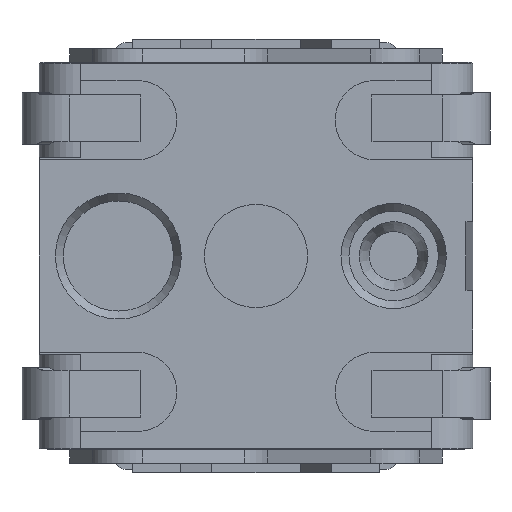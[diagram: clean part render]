
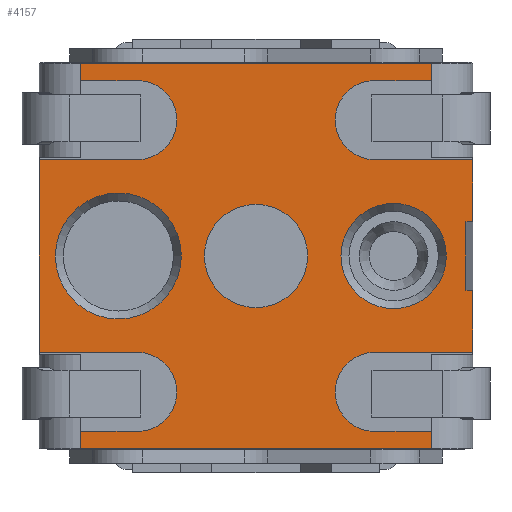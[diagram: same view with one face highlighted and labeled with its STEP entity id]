
A CAD part, front view. The second image highlights one B-rep face of the part: STEP entity #4157.
In plain terms, the highlighted planar face has unit normal (0, -1, 0).
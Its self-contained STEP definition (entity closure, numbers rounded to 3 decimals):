
#105=LINE('',#5925,#624);
#106=LINE('',#5928,#625);
#107=LINE('',#5930,#626);
#108=LINE('',#5932,#627);
#109=LINE('',#5936,#628);
#110=LINE('',#5938,#629);
#111=LINE('',#5940,#630);
#112=LINE('',#5942,#631);
#113=LINE('',#5944,#632);
#114=LINE('',#5948,#633);
#115=LINE('',#5950,#634);
#116=LINE('',#5952,#635);
#117=LINE('',#5956,#636);
#118=LINE('',#5958,#637);
#119=LINE('',#5960,#638);
#120=LINE('',#5962,#639);
#121=LINE('',#5964,#640);
#122=LINE('',#5968,#641);
#123=LINE('',#5970,#642);
#124=LINE('',#5972,#643);
#624=VECTOR('',#4760,1000.);
#625=VECTOR('',#4761,1000.);
#626=VECTOR('',#4762,1000.);
#627=VECTOR('',#4763,1000.);
#628=VECTOR('',#4766,1000.);
#629=VECTOR('',#4767,1000.);
#630=VECTOR('',#4768,1000.);
#631=VECTOR('',#4769,1000.);
#632=VECTOR('',#4770,1000.);
#633=VECTOR('',#4773,1000.);
#634=VECTOR('',#4774,1000.);
#635=VECTOR('',#4775,1000.);
#636=VECTOR('',#4778,1000.);
#637=VECTOR('',#4779,1000.);
#638=VECTOR('',#4780,1000.);
#639=VECTOR('',#4781,1000.);
#640=VECTOR('',#4782,1000.);
#641=VECTOR('',#4785,1000.);
#642=VECTOR('',#4786,1000.);
#643=VECTOR('',#4787,1000.);
#1143=ORIENTED_EDGE('',*,*,#2385,.F.);
#1144=ORIENTED_EDGE('',*,*,#2386,.F.);
#1145=ORIENTED_EDGE('',*,*,#2387,.F.);
#1146=ORIENTED_EDGE('',*,*,#2388,.F.);
#1147=ORIENTED_EDGE('',*,*,#2389,.T.);
#1148=ORIENTED_EDGE('',*,*,#2390,.F.);
#1149=ORIENTED_EDGE('',*,*,#2391,.T.);
#1150=ORIENTED_EDGE('',*,*,#2392,.T.);
#1151=ORIENTED_EDGE('',*,*,#2393,.T.);
#1152=ORIENTED_EDGE('',*,*,#2394,.F.);
#1153=ORIENTED_EDGE('',*,*,#2395,.F.);
#1154=ORIENTED_EDGE('',*,*,#2396,.T.);
#1155=ORIENTED_EDGE('',*,*,#2397,.T.);
#1156=ORIENTED_EDGE('',*,*,#2398,.T.);
#1157=ORIENTED_EDGE('',*,*,#2399,.T.);
#1158=ORIENTED_EDGE('',*,*,#2400,.F.);
#1159=ORIENTED_EDGE('',*,*,#2401,.T.);
#1160=ORIENTED_EDGE('',*,*,#2402,.T.);
#1161=ORIENTED_EDGE('',*,*,#2403,.T.);
#1162=ORIENTED_EDGE('',*,*,#2404,.F.);
#1163=ORIENTED_EDGE('',*,*,#2405,.F.);
#1164=ORIENTED_EDGE('',*,*,#2406,.T.);
#1165=ORIENTED_EDGE('',*,*,#2407,.T.);
#1166=ORIENTED_EDGE('',*,*,#2408,.T.);
#1167=ORIENTED_EDGE('',*,*,#2409,.T.);
#1168=ORIENTED_EDGE('',*,*,#2410,.F.);
#1169=ORIENTED_EDGE('',*,*,#2411,.F.);
#2385=EDGE_CURVE('',#3006,#3006,#3420,.T.);
#2386=EDGE_CURVE('',#3007,#3007,#3421,.T.);
#2387=EDGE_CURVE('',#3008,#3008,#3422,.T.);
#2388=EDGE_CURVE('',#3009,#3010,#105,.T.);
#2389=EDGE_CURVE('',#3009,#3011,#106,.T.);
#2390=EDGE_CURVE('',#3012,#3011,#107,.T.);
#2391=EDGE_CURVE('',#3012,#3013,#108,.T.);
#2392=EDGE_CURVE('',#3013,#3014,#3423,.T.);
#2393=EDGE_CURVE('',#3014,#3015,#109,.T.);
#2394=EDGE_CURVE('',#3016,#3015,#110,.T.);
#2395=EDGE_CURVE('',#3017,#3016,#111,.T.);
#2396=EDGE_CURVE('',#3017,#3018,#112,.T.);
#2397=EDGE_CURVE('',#3018,#3019,#113,.T.);
#2398=EDGE_CURVE('',#3019,#3020,#3424,.T.);
#2399=EDGE_CURVE('',#3020,#3021,#114,.T.);
#2400=EDGE_CURVE('',#3022,#3021,#115,.T.);
#2401=EDGE_CURVE('',#3022,#3023,#116,.T.);
#2402=EDGE_CURVE('',#3023,#3024,#3425,.T.);
#2403=EDGE_CURVE('',#3024,#3025,#117,.T.);
#2404=EDGE_CURVE('',#3026,#3025,#118,.T.);
#2405=EDGE_CURVE('',#3027,#3026,#119,.T.);
#2406=EDGE_CURVE('',#3027,#3028,#120,.T.);
#2407=EDGE_CURVE('',#3028,#3029,#121,.T.);
#2408=EDGE_CURVE('',#3029,#3030,#3426,.T.);
#2409=EDGE_CURVE('',#3030,#3031,#122,.T.);
#2410=EDGE_CURVE('',#3032,#3031,#123,.T.);
#2411=EDGE_CURVE('',#3010,#3032,#124,.T.);
#3006=VERTEX_POINT('',#5920);
#3007=VERTEX_POINT('',#5922);
#3008=VERTEX_POINT('',#5924);
#3009=VERTEX_POINT('',#5926);
#3010=VERTEX_POINT('',#5927);
#3011=VERTEX_POINT('',#5929);
#3012=VERTEX_POINT('',#5931);
#3013=VERTEX_POINT('',#5933);
#3014=VERTEX_POINT('',#5935);
#3015=VERTEX_POINT('',#5937);
#3016=VERTEX_POINT('',#5939);
#3017=VERTEX_POINT('',#5941);
#3018=VERTEX_POINT('',#5943);
#3019=VERTEX_POINT('',#5945);
#3020=VERTEX_POINT('',#5947);
#3021=VERTEX_POINT('',#5949);
#3022=VERTEX_POINT('',#5951);
#3023=VERTEX_POINT('',#5953);
#3024=VERTEX_POINT('',#5955);
#3025=VERTEX_POINT('',#5957);
#3026=VERTEX_POINT('',#5959);
#3027=VERTEX_POINT('',#5961);
#3028=VERTEX_POINT('',#5963);
#3029=VERTEX_POINT('',#5965);
#3030=VERTEX_POINT('',#5967);
#3031=VERTEX_POINT('',#5969);
#3032=VERTEX_POINT('',#5971);
#3420=CIRCLE('',#4428,0.75);
#3421=CIRCLE('',#4429,0.915);
#3422=CIRCLE('',#4430,0.765);
#3423=CIRCLE('',#4431,0.575);
#3424=CIRCLE('',#4432,0.575);
#3425=CIRCLE('',#4433,0.575);
#3426=CIRCLE('',#4434,0.575);
#3514=EDGE_LOOP('',(#1143));
#3515=EDGE_LOOP('',(#1144));
#3516=EDGE_LOOP('',(#1145));
#3517=EDGE_LOOP('',(#1146,#1147,#1148,#1149,#1150,#1151,#1152,#1153,#1154,
#1155,#1156,#1157,#1158,#1159,#1160,#1161,#1162,#1163,#1164,#1165,#1166,
#1167,#1168,#1169));
#3749=FACE_BOUND('',#3514,.T.);
#3750=FACE_BOUND('',#3515,.T.);
#3751=FACE_BOUND('',#3516,.T.);
#3752=FACE_BOUND('',#3517,.T.);
#3984=PLANE('',#4427);
#4157=ADVANCED_FACE('',(#3749,#3750,#3751,#3752),#3984,.F.);
#4427=AXIS2_PLACEMENT_3D('',#5918,#4752,#4753);
#4428=AXIS2_PLACEMENT_3D('',#5919,#4754,#4755);
#4429=AXIS2_PLACEMENT_3D('',#5921,#4756,#4757);
#4430=AXIS2_PLACEMENT_3D('',#5923,#4758,#4759);
#4431=AXIS2_PLACEMENT_3D('',#5934,#4764,#4765);
#4432=AXIS2_PLACEMENT_3D('',#5946,#4771,#4772);
#4433=AXIS2_PLACEMENT_3D('',#5954,#4776,#4777);
#4434=AXIS2_PLACEMENT_3D('',#5966,#4783,#4784);
#4752=DIRECTION('',(0.,1.,0.));
#4753=DIRECTION('',(0.,0.,1.));
#4754=DIRECTION('',(0.,-1.,0.));
#4755=DIRECTION('',(0.,0.,-1.));
#4756=DIRECTION('',(0.,-1.,0.));
#4757=DIRECTION('',(0.,0.,-1.));
#4758=DIRECTION('',(0.,-1.,0.));
#4759=DIRECTION('',(0.,0.,-1.));
#4760=DIRECTION('',(0.,0.,-1.));
#4761=DIRECTION('',(1.,0.,0.));
#4762=DIRECTION('',(0.,0.,-1.));
#4763=DIRECTION('',(-1.,0.,0.));
#4764=DIRECTION('',(0.,1.,0.));
#4765=DIRECTION('',(1.,0.,0.));
#4766=DIRECTION('',(1.,0.,0.));
#4767=DIRECTION('',(0.,0.,-1.));
#4768=DIRECTION('',(1.,0.,0.));
#4769=DIRECTION('',(0.,0.,-1.));
#4770=DIRECTION('',(1.,0.,0.));
#4771=DIRECTION('',(0.,1.,0.));
#4772=DIRECTION('',(1.,0.,0.));
#4773=DIRECTION('',(-1.,0.,0.));
#4774=DIRECTION('',(0.,0.,1.));
#4775=DIRECTION('',(1.,0.,0.));
#4776=DIRECTION('',(0.,1.,0.));
#4777=DIRECTION('',(1.,0.,0.));
#4778=DIRECTION('',(-1.,0.,0.));
#4779=DIRECTION('',(0.,0.,1.));
#4780=DIRECTION('',(-1.,0.,0.));
#4781=DIRECTION('',(0.,0.,1.));
#4782=DIRECTION('',(-1.,0.,0.));
#4783=DIRECTION('',(0.,1.,0.));
#4784=DIRECTION('',(1.,0.,0.));
#4785=DIRECTION('',(1.,0.,0.));
#4786=DIRECTION('',(0.,0.,-1.));
#4787=DIRECTION('',(1.,0.,0.));
#5918=CARTESIAN_POINT('',(0.,-1.9,0.));
#5919=CARTESIAN_POINT('',(0.,-1.9,0.));
#5920=CARTESIAN_POINT('',(0.,-1.9,-0.75));
#5921=CARTESIAN_POINT('',(-2.,-1.9,0.));
#5922=CARTESIAN_POINT('',(-2.,-1.9,-0.915));
#5923=CARTESIAN_POINT('',(2.,-1.9,0.));
#5924=CARTESIAN_POINT('',(2.,-1.9,-0.765));
#5925=CARTESIAN_POINT('',(3.05,-1.9,0.5));
#5926=CARTESIAN_POINT('',(3.05,-1.9,0.5));
#5927=CARTESIAN_POINT('',(3.05,-1.9,-0.5));
#5928=CARTESIAN_POINT('',(3.05,-1.9,0.5));
#5929=CARTESIAN_POINT('',(3.15,-1.9,0.5));
#5930=CARTESIAN_POINT('',(3.15,-1.9,2.8));
#5931=CARTESIAN_POINT('',(3.15,-1.9,1.4));
#5932=CARTESIAN_POINT('',(3.725,-1.9,1.4));
#5933=CARTESIAN_POINT('',(1.725,-1.9,1.4));
#5934=CARTESIAN_POINT('',(1.725,-1.9,1.975));
#5935=CARTESIAN_POINT('',(1.725,-1.9,2.55));
#5936=CARTESIAN_POINT('',(1.725,-1.9,2.55));
#5937=CARTESIAN_POINT('',(2.55,-1.9,2.55));
#5938=CARTESIAN_POINT('',(2.55,-1.9,3.435));
#5939=CARTESIAN_POINT('',(2.55,-1.9,2.8));
#5940=CARTESIAN_POINT('',(-3.15,-1.9,2.8));
#5941=CARTESIAN_POINT('',(-2.55,-1.9,2.8));
#5942=CARTESIAN_POINT('',(-2.55,-1.9,3.435));
#5943=CARTESIAN_POINT('',(-2.55,-1.9,2.55));
#5944=CARTESIAN_POINT('',(-4.,-1.9,2.55));
#5945=CARTESIAN_POINT('',(-1.725,-1.9,2.55));
#5946=CARTESIAN_POINT('',(-1.725,-1.9,1.975));
#5947=CARTESIAN_POINT('',(-1.725,-1.9,1.4));
#5948=CARTESIAN_POINT('',(-1.725,-1.9,1.4));
#5949=CARTESIAN_POINT('',(-3.15,-1.9,1.4));
#5950=CARTESIAN_POINT('',(-3.15,-1.9,-2.8));
#5951=CARTESIAN_POINT('',(-3.15,-1.9,-1.4));
#5952=CARTESIAN_POINT('',(-3.725,-1.9,-1.4));
#5953=CARTESIAN_POINT('',(-1.725,-1.9,-1.4));
#5954=CARTESIAN_POINT('',(-1.725,-1.9,-1.975));
#5955=CARTESIAN_POINT('',(-1.725,-1.9,-2.55));
#5956=CARTESIAN_POINT('',(-1.725,-1.9,-2.55));
#5957=CARTESIAN_POINT('',(-2.55,-1.9,-2.55));
#5958=CARTESIAN_POINT('',(-2.55,-1.9,-3.435));
#5959=CARTESIAN_POINT('',(-2.55,-1.9,-2.8));
#5960=CARTESIAN_POINT('',(-1.8,-1.9,-2.8));
#5961=CARTESIAN_POINT('',(2.55,-1.9,-2.8));
#5962=CARTESIAN_POINT('',(2.55,-1.9,-3.435));
#5963=CARTESIAN_POINT('',(2.55,-1.9,-2.55));
#5964=CARTESIAN_POINT('',(4.,-1.9,-2.55));
#5965=CARTESIAN_POINT('',(1.725,-1.9,-2.55));
#5966=CARTESIAN_POINT('',(1.725,-1.9,-1.975));
#5967=CARTESIAN_POINT('',(1.725,-1.9,-1.4));
#5968=CARTESIAN_POINT('',(1.725,-1.9,-1.4));
#5969=CARTESIAN_POINT('',(3.15,-1.9,-1.4));
#5970=CARTESIAN_POINT('',(3.15,-1.9,2.8));
#5971=CARTESIAN_POINT('',(3.15,-1.9,-0.5));
#5972=CARTESIAN_POINT('',(3.05,-1.9,-0.5));
